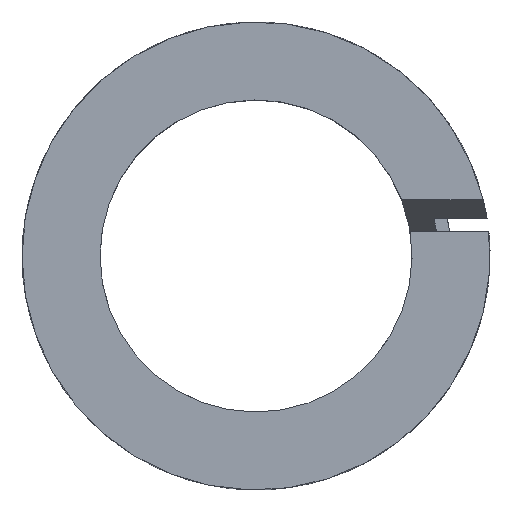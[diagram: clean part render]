
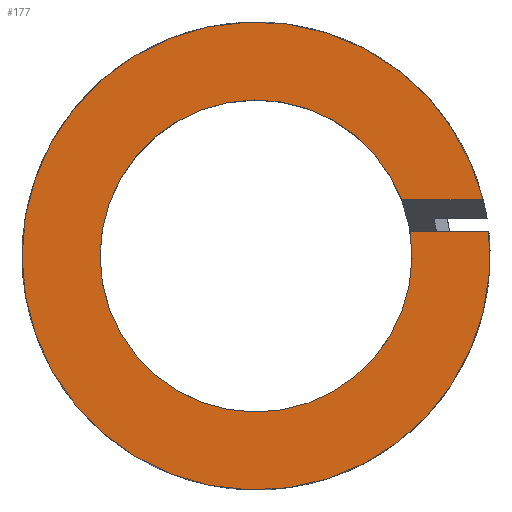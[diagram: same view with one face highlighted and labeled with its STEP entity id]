
A CAD part, top view. The second image highlights one B-rep face of the part: STEP entity #177.
In plain terms, the highlighted planar face has unit normal (0, 0, 1).
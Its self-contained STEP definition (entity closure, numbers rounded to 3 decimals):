
#21=LINE('',#309,#29);
#22=LINE('',#311,#30);
#29=VECTOR('',#253,2.491);
#30=VECTOR('',#256,2.401);
#39=PLANE('',#205);
#49=FACE_OUTER_BOUND('',#59,.T.);
#59=EDGE_LOOP('',(#160,#161,#162,#163));
#69=CIRCLE('',#183,7.144);
#71=CIRCLE('',#188,4.763);
#78=VERTEX_POINT('',#273);
#79=VERTEX_POINT('',#275);
#82=VERTEX_POINT('',#282);
#83=VERTEX_POINT('',#284);
#94=EDGE_CURVE('',#79,#78,#69,.T.);
#98=EDGE_CURVE('',#82,#83,#71,.T.);
#111=EDGE_CURVE('',#82,#79,#21,.T.);
#112=EDGE_CURVE('',#78,#83,#22,.T.);
#160=ORIENTED_EDGE('',*,*,#111,.T.);
#161=ORIENTED_EDGE('',*,*,#94,.T.);
#162=ORIENTED_EDGE('',*,*,#112,.T.);
#163=ORIENTED_EDGE('',*,*,#98,.F.);
#177=ADVANCED_FACE('',(#49),#39,.T.);
#183=AXIS2_PLACEMENT_3D('',#276,#214,#215);
#188=AXIS2_PLACEMENT_3D('',#285,#224,#225);
#205=AXIS2_PLACEMENT_3D('',#318,#266,#267);
#214=DIRECTION('center_axis',(0.,0.,1.));
#215=DIRECTION('ref_axis',(1.,0.,0.));
#224=DIRECTION('center_axis',(0.,0.,1.));
#225=DIRECTION('ref_axis',(1.,0.,0.));
#253=DIRECTION('',(1.,0.,0.));
#256=DIRECTION('',(-1.,0.,0.));
#266=DIRECTION('center_axis',(0.,0.,1.));
#267=DIRECTION('ref_axis',(1.,0.,0.));
#273=CARTESIAN_POINT('',(7.105,0.743,3.505));
#275=CARTESIAN_POINT('',(6.936,1.712,3.505));
#276=CARTESIAN_POINT('Origin',(0.,0.,3.505));
#282=CARTESIAN_POINT('',(4.444,1.712,3.505));
#284=CARTESIAN_POINT('',(4.704,0.743,3.505));
#285=CARTESIAN_POINT('Origin',(0.,0.,3.505));
#309=CARTESIAN_POINT('',(2.977,1.712,3.505));
#311=CARTESIAN_POINT('',(6.548,0.743,3.505));
#318=CARTESIAN_POINT('Origin',(5.953,0.,3.505));
